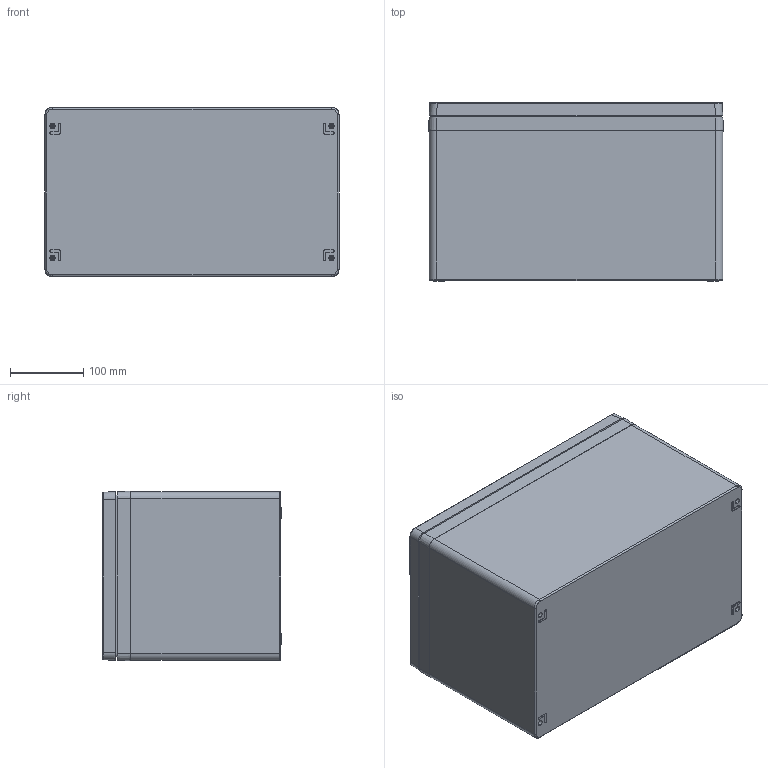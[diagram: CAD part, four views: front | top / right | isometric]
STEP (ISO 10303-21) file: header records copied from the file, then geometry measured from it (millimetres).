
FILE_DESCRIPTION (( 'STEP AP214' ), '1' );
FILE_NAME ('13150500.STEP', '2016-03-15T14:25:24', ( 'Macha' ), ( 'Hewlett-Packard Company' ), 'SwSTEP 2.0', 'SolidWorks 2015', '' );
FILE_SCHEMA (( 'AUTOMOTIVE_DESIGN' ));
Length unit declared in the file: millimetre
Products named in the file (5): 13150500; 08963; 08763; 93038; 03631_Bearbeitung nach Zeichng. 01-2-036310-01-0
Assembly tree (7 placements, depth 2):
  13150500
    03631_Bearbeitung nach Zeichng. 01-2-036310-01-0
    08963
    08763
    93038  x4
Bounding box: 401 x 243.6 x 231 mm (x, y, z)
Volume: 2996396 mm3; surface area: 935715.9 mm2
Topology: 7 solids, 7 shells, 1010 faces, 2389 edges, 1488 vertices
Faces by surface type: plane 424, cone 191, cylinder 175, bspline 167, torus 50, sphere 3
Entity records: 34185 total; most frequent: CARTESIAN_POINT 13276, ORIENTED_EDGE 4392, DIRECTION 3944, EDGE_CURVE 2196, VERTEX_POINT 1389, AXIS2_PLACEMENT_3D 1368, VECTOR 1208, LINE 1208
